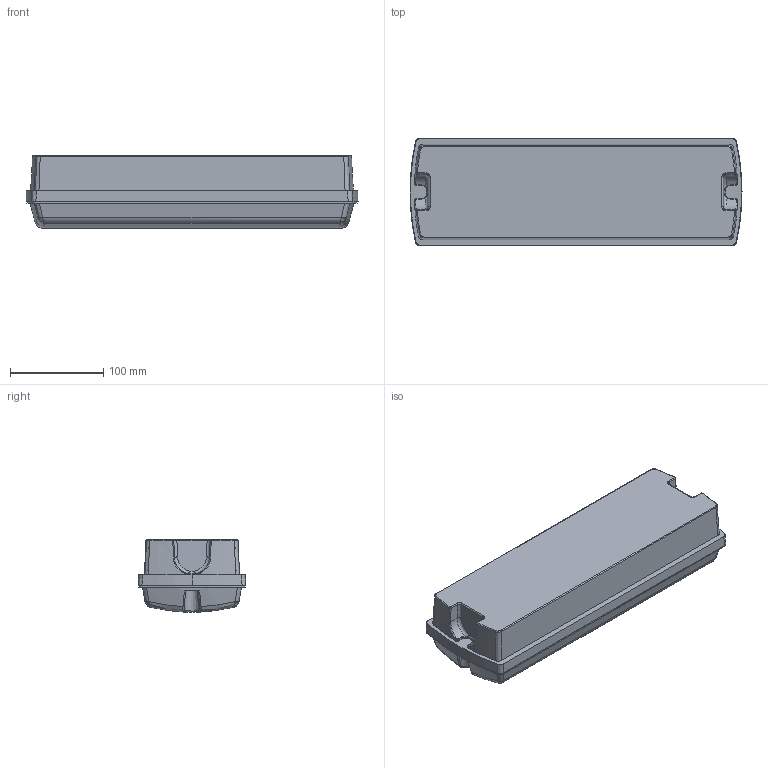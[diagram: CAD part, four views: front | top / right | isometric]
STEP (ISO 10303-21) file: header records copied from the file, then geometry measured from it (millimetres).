
FILE_DESCRIPTION (( 'STEP AP214' ), '1' );
FILE_NAME ('BLKH_COMP.STEP', '2024-05-07T11:18:39', ( '' ), ( '' ), 'SwSTEP 2.0', 'SolidWorks 2022', '' );
FILE_SCHEMA (( 'AUTOMOTIVE_DESIGN' ));
Length unit declared in the file: millimetre
Products named in the file (1): BLKH_COMP
Bounding box: 356.15 x 115.29 x 77.85 mm (x, y, z)
Volume: 934177.3 mm3; surface area: 284651.6 mm2
Topology: 2 solids, 2 shells, 381 faces, 980 edges, 606 vertices
Faces by surface type: bspline 156, plane 70, cone 68, cylinder 55, torus 24, sphere 8
Entity records: 20816 total; most frequent: CARTESIAN_POINT 9334, ORIENTED_EDGE 1952, DIRECTION 1276, EDGE_CURVE 976, VERTEX_POINT 606, AXIS2_PLACEMENT_3D 524, B_SPLINE_CURVE_WITH_KNOTS 426, EDGE_LOOP 388
